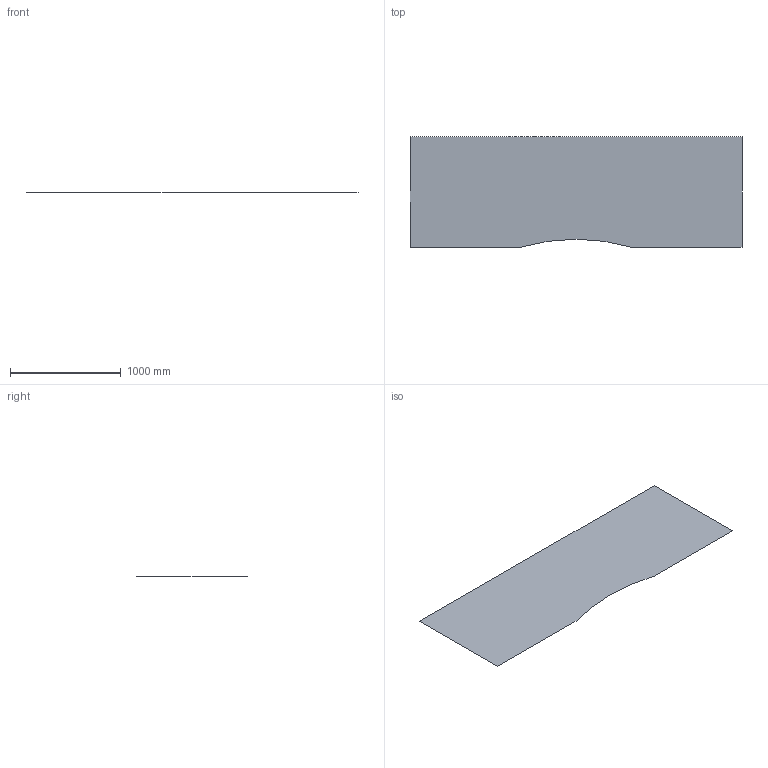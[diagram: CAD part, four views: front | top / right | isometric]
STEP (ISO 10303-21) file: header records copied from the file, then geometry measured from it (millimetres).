
FILE_DESCRIPTION(('WelSim Geometry'),'2;1');
FILE_NAME('Geom12.step','2023-11-05T14:52:00',('WELSIM'),( 'WelSimulation LLC'),'Open CASCADE STEP processor 7.5','WelSim27', 'Unknown');
FILE_SCHEMA(('AUTOMOTIVE_DESIGN { 1 0 10303 214 1 1 1 1 }'));
Length unit declared in the file: metre
Products named in the file (1): Surface 1
Bounding box: 3000 x 1000 x 0 mm (x, y, z)
Surface area: 2950888.9 mm2 (no closed solid volume)
Topology: 0 solids, 1 shells, 1 faces, 6 edges, 6 vertices
Faces by surface type: plane 1
Entity records: 117 total; most frequent: CARTESIAN_POINT 20, DIRECTION 17, LINE 10, VECTOR 10, ORIENTED_EDGE 6, EDGE_CURVE 6, VERTEX_POINT 6, SURFACE_CURVE 6
